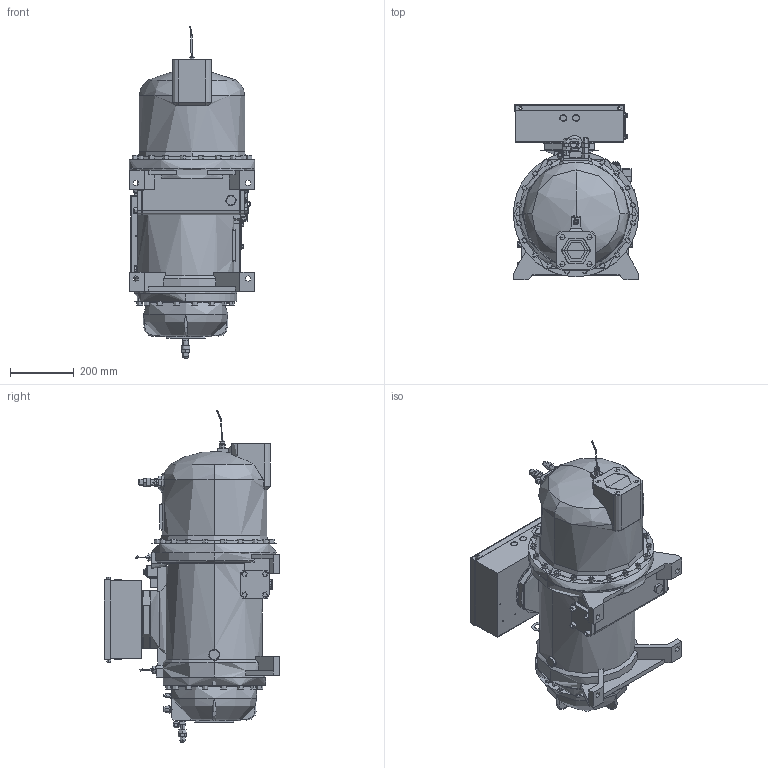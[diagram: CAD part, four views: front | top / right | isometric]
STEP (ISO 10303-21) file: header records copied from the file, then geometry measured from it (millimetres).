
FILE_DESCRIPTION (( 'STEP AP203' ), '1' );
FILE_NAME ('RC2-100BF Outline.STEP', '2014-03-06T08:00:10', ( 'jameswang' ), ( '' ), 'SwSTEP 2.0', 'SolidWorks 2013', '' );
FILE_SCHEMA (( 'CONFIG_CONTROL_DESIGN' ));
Length unit declared in the file: centimetre
Products named in the file (1): RC2-100BF Outline
Bounding box: 392 x 549.5 x 1039.94 mm (x, y, z)
Topology: 0 solids, 219 shells, 2103 faces, 9226 edges, 6269 vertices
Faces by surface type: plane 944, cylinder 784, bspline 190, cone 165, torus 20
Full cylindrical faces by diameter (mm): 3 x1
Entity records: 263679 total; most frequent: CARTESIAN_POINT 137906, DIRECTION 24371, ORIENTED_EDGE 23401, EDGE_CURVE 15554, VERTEX_POINT 11685, AXIS2_PLACEMENT_3D 8924, VECTOR 6521, LINE 6512
